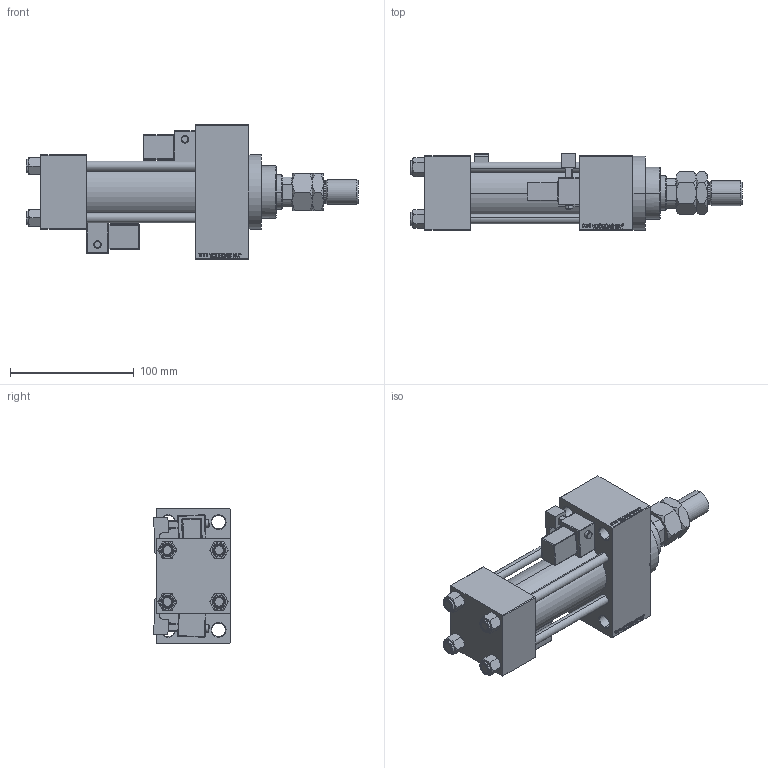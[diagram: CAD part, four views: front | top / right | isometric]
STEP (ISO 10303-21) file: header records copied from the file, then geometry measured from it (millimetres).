
FILE_DESCRIPTION (( 'STEP AP203' ), '1' );
FILE_NAME ('bbb0.STEP', '2022-04-16T11:12:41', ( '' ), ( '' ), 'SwSTEP 2.0', 'SolidWorks 2019', '' );
FILE_SCHEMA (( 'CONFIG_CONTROL_DESIGN' ));
Length unit declared in the file: millimetre
Products named in the file (8): V215CR_D_Body 4ed0a3c33ebb5f3a3c5492bc81fedf44; V215_VC_A 4ed0a3c33ebb5f3a3c5492bc81fedf44; MTA 4ed0a3c33ebb5f3a3c5492bc81fedf44; NUT_M5_D 4ed0a3c33ebb5f3a3c5492bc81fedf44; V215CR_D_TYCINKA 4ed0a3c33ebb5f3a3c5492bc81fedf44; bbb0; V215CR_MSU 4ed0a3c33ebb5f3a3c5492bc81fedf44; V215CR_VCP_D 4ed0a3c33ebb5f3a3c5492bc81fedf44
Assembly tree (14 placements, depth 2):
  bbb0
    V215CR_D_Body 4ed0a3c33ebb5f3a3c5492bc81fedf44
    V215CR_VCP_D 4ed0a3c33ebb5f3a3c5492bc81fedf44
    NUT_M5_D 4ed0a3c33ebb5f3a3c5492bc81fedf44  x4
    V215CR_D_TYCINKA 4ed0a3c33ebb5f3a3c5492bc81fedf44  x4
    V215_VC_A 4ed0a3c33ebb5f3a3c5492bc81fedf44
    MTA 4ed0a3c33ebb5f3a3c5492bc81fedf44
    V215CR_MSU 4ed0a3c33ebb5f3a3c5492bc81fedf44  x2
Bounding box: 268 x 61.9 x 109 mm (x, y, z)
Volume: 639318.7 mm3; surface area: 159500.9 mm2
Topology: 14 solids, 14 shells, 1318 faces, 3238 edges, 2043 vertices
Faces by surface type: plane 575, bspline 368, cone 172, cylinder 157, sphere 24, torus 22
Entity records: 51358 total; most frequent: CARTESIAN_POINT 26016, ORIENTED_EDGE 5586, DIRECTION 3845, EDGE_CURVE 2793, VERTEX_POINT 1803, LINE 1631, VECTOR 1631, EDGE_LOOP 1256
